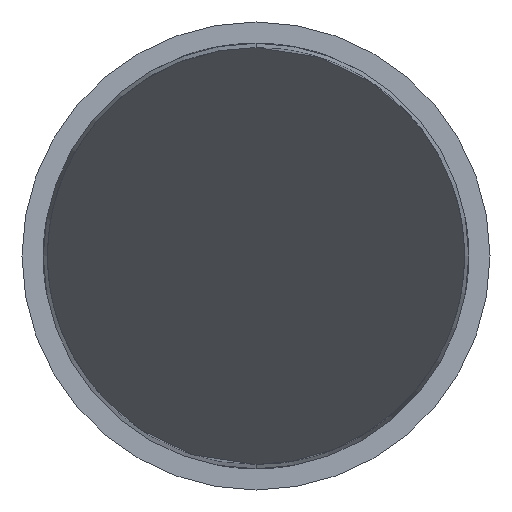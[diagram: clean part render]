
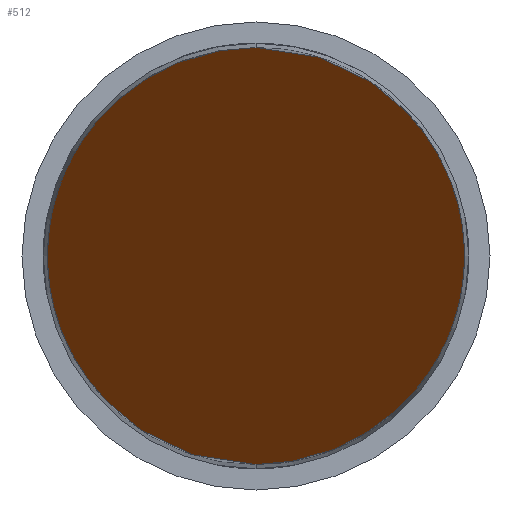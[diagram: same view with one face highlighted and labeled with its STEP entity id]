
A CAD part, front view. The second image highlights one B-rep face of the part: STEP entity #512.
In plain terms, the highlighted planar face has unit normal (-0.866, -0.5, 0).
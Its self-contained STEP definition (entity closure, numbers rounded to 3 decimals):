
#107 = AXIS2_PLACEMENT_3D ( 'NONE', #2323, #3291, #1983 ) ;
#138 = PLANE ( 'NONE',  #107 ) ;
#323 = ORIENTED_EDGE ( 'NONE', *, *, #4003, .F. ) ;
#370 = CARTESIAN_POINT ( 'NONE',  ( 0., -24.303, 0.98 ) ) ;
#512 = ADVANCED_FACE ( 'NONE', ( #2929 ), #138, .F. ) ;
#835 = CARTESIAN_POINT ( 'NONE',  ( 1.96, -27.697, 0.98 ) ) ;
#1230 = CARTESIAN_POINT ( 'NONE',  ( 0., -24.303, -0.98 ) ) ;
#1375 = EDGE_LOOP ( 'NONE', ( #323, #2350 ) ) ;
#1955 =( BOUNDED_CURVE ( )  B_SPLINE_CURVE ( 3, ( #3494, #2570, #3811, #370 ),
 .UNSPECIFIED., .F., .F. ) 
 B_SPLINE_CURVE_WITH_KNOTS ( ( 4, 4 ),
 ( 4.712, 7.854 ),
 .UNSPECIFIED. ) 
 CURVE ( )  GEOMETRIC_REPRESENTATION_ITEM ( )  RATIONAL_B_SPLINE_CURVE ( ( 1., 0.333, 0.333, 1. ) ) 
 REPRESENTATION_ITEM ( '' )  );
#1983 = DIRECTION ( 'NONE',  ( -0.5, 0.866, 0. ) ) ;
#2323 = CARTESIAN_POINT ( 'NONE',  ( -1.45, -21.792, -1.1 ) ) ;
#2350 = ORIENTED_EDGE ( 'NONE', *, *, #3839, .F. ) ;
#2519 =( BOUNDED_CURVE ( )  B_SPLINE_CURVE ( 3, ( #3310, #835, #3061, #2709 ),
 .UNSPECIFIED., .F., .F. ) 
 B_SPLINE_CURVE_WITH_KNOTS ( ( 4, 4 ),
 ( 1.571, 4.712 ),
 .UNSPECIFIED. ) 
 CURVE ( )  GEOMETRIC_REPRESENTATION_ITEM ( )  RATIONAL_B_SPLINE_CURVE ( ( 1., 0.333, 0.333, 1. ) ) 
 REPRESENTATION_ITEM ( '' )  );
#2570 = CARTESIAN_POINT ( 'NONE',  ( -1.96, -20.908, -0.98 ) ) ;
#2709 = CARTESIAN_POINT ( 'NONE',  ( 0., -24.303, -0.98 ) ) ;
#2858 = VERTEX_POINT ( 'NONE', #3950 ) ;
#2929 = FACE_OUTER_BOUND ( 'NONE', #1375, .T. ) ;
#3061 = CARTESIAN_POINT ( 'NONE',  ( 1.96, -27.697, -0.98 ) ) ;
#3291 = DIRECTION ( 'NONE',  ( 0.866, 0.5, 0. ) ) ;
#3310 = CARTESIAN_POINT ( 'NONE',  ( 0., -24.303, 0.98 ) ) ;
#3494 = CARTESIAN_POINT ( 'NONE',  ( 0., -24.303, -0.98 ) ) ;
#3811 = CARTESIAN_POINT ( 'NONE',  ( -1.96, -20.908, 0.98 ) ) ;
#3829 = VERTEX_POINT ( 'NONE', #1230 ) ;
#3839 = EDGE_CURVE ( 'NONE', #3829, #2858, #1955, .T. ) ;
#3950 = CARTESIAN_POINT ( 'NONE',  ( 0., -24.303, 0.98 ) ) ;
#4003 = EDGE_CURVE ( 'NONE', #2858, #3829, #2519, .T. ) ;
